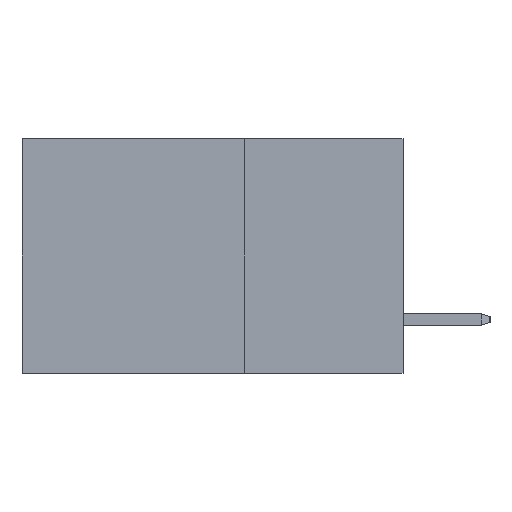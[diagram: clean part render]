
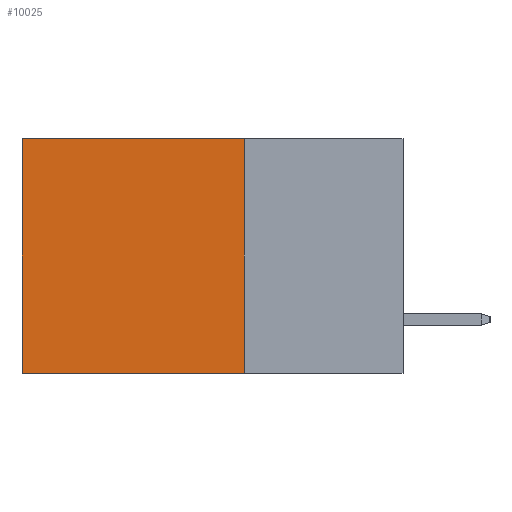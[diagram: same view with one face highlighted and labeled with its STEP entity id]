
A CAD part, left-side view. The second image highlights one B-rep face of the part: STEP entity #10025.
In plain terms, the highlighted planar face has unit normal (-1, 0, 0).
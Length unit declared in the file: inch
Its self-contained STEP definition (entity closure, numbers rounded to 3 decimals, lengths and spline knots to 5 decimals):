
#256 = CARTESIAN_POINT ( 'NONE',  ( 0.2875, 0.25, 0. ) ) ;
#383 = CARTESIAN_POINT ( 'NONE',  ( 0.2875, 0.6, 0. ) ) ;
#831 = CARTESIAN_POINT ( 'NONE',  ( 0.2875, 0.25, 0. ) ) ;
#980 = VERTEX_POINT ( 'NONE', #831 ) ;
#1264 = DIRECTION ( 'NONE',  ( 0., 0., -1. ) ) ;
#1270 = LINE ( 'NONE', #256, #11188 ) ;
#1383 = VERTEX_POINT ( 'NONE', #383 ) ;
#2502 = EDGE_CURVE ( 'NONE', #980, #12762, #1270, .T. ) ;
#4119 = CARTESIAN_POINT ( 'NONE',  ( 0.2875, 0.25, 0. ) ) ;
#4687 = DIRECTION ( 'NONE',  ( 0., 1., 0. ) ) ;
#4778 = CARTESIAN_POINT ( 'NONE',  ( 0.2875, 0.25, 0. ) ) ;
#4876 = LINE ( 'NONE', #11924, #9305 ) ;
#5034 = DIRECTION ( 'NONE',  ( 0., 0., -1. ) ) ;
#5240 = LINE ( 'NONE', #4119, #8753 ) ;
#5844 = FACE_OUTER_BOUND ( 'NONE', #9896, .T. ) ;
#5897 = LINE ( 'NONE', #10905, #11563 ) ;
#6141 = EDGE_CURVE ( 'NONE', #980, #1383, #5240, .T. ) ;
#7532 = ORIENTED_EDGE ( 'NONE', *, *, #9639, .T. ) ;
#7787 = CARTESIAN_POINT ( 'NONE',  ( 0.2875, 0.25, -0.37 ) ) ;
#8684 = ORIENTED_EDGE ( 'NONE', *, *, #13766, .F. ) ;
#8753 = VECTOR ( 'NONE', #10189, 39.37008 ) ;
#9305 = VECTOR ( 'NONE', #14594, 39.37008 ) ;
#9549 = AXIS2_PLACEMENT_3D ( 'NONE', #4778, #13078, #1264 ) ;
#9639 = EDGE_CURVE ( 'NONE', #1383, #10427, #4876, .T. ) ;
#9896 = EDGE_LOOP ( 'NONE', ( #7532, #8684, #13985, #12368 ) ) ;
#10025 = ADVANCED_FACE ( 'NONE', ( #5844 ), #13309, .F. ) ;
#10189 = DIRECTION ( 'NONE',  ( 0., 1., 0. ) ) ;
#10427 = VERTEX_POINT ( 'NONE', #11477 ) ;
#10905 = CARTESIAN_POINT ( 'NONE',  ( 0.2875, 0.25, -0.37 ) ) ;
#11188 = VECTOR ( 'NONE', #5034, 39.37008 ) ;
#11477 = CARTESIAN_POINT ( 'NONE',  ( 0.2875, 0.6, -0.37 ) ) ;
#11563 = VECTOR ( 'NONE', #4687, 39.37008 ) ;
#11924 = CARTESIAN_POINT ( 'NONE',  ( 0.2875, 0.6, 0. ) ) ;
#12368 = ORIENTED_EDGE ( 'NONE', *, *, #6141, .T. ) ;
#12762 = VERTEX_POINT ( 'NONE', #7787 ) ;
#13078 = DIRECTION ( 'NONE',  ( 1., 0., 0. ) ) ;
#13309 = PLANE ( 'NONE',  #9549 ) ;
#13766 = EDGE_CURVE ( 'NONE', #12762, #10427, #5897, .T. ) ;
#13985 = ORIENTED_EDGE ( 'NONE', *, *, #2502, .F. ) ;
#14594 = DIRECTION ( 'NONE',  ( 0., 0., -1. ) ) ;
